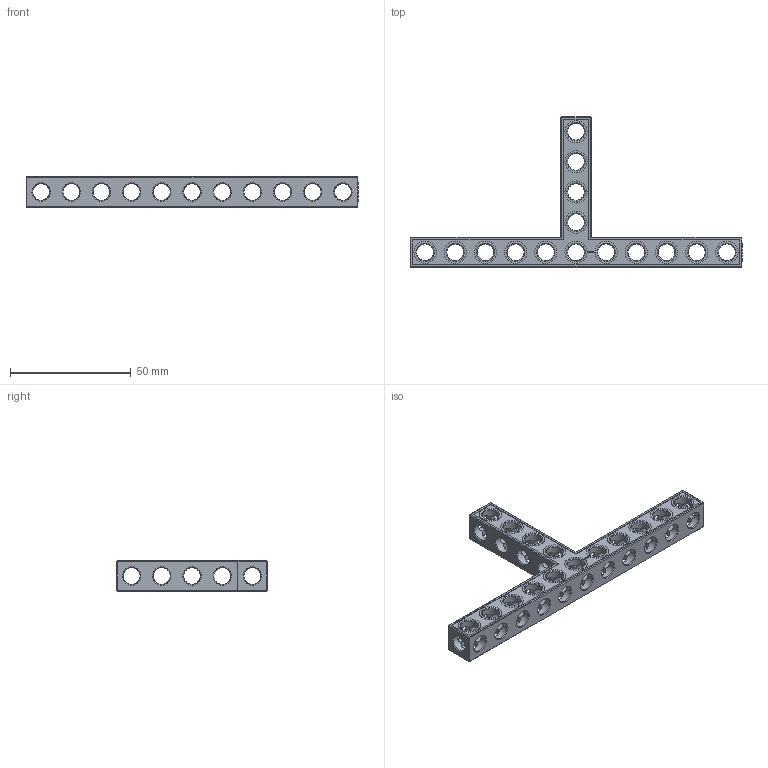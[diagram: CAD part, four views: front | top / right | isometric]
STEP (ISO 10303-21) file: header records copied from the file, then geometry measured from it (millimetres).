
FILE_DESCRIPTION(('FreeCAD Model'),'2;1');
FILE_NAME('Open CASCADE Shape Model','2022-01-27T23:54:30',( 'Paulo Kiefe'),('STEMFIE.org'),'Open CASCADE STEP processor 7.4', 'FreeCAD','Unknown');
FILE_SCHEMA(('AUTOMOTIVE_DESIGN { 1 0 10303 214 1 1 1 1 }'));
Products named in the file (1): Beam_TSH_SYM_ESS_BU11x05x01_-_SPN-BEM-1079_(stemfie.org)
Bounding box: 137.5 x 62.5 x 12.5 mm (x, y, z)
Volume: 14655.8 mm3; surface area: 13214.9 mm2
Topology: 1 solids, 1 shells, 681 faces, 2002 edges, 1311 vertices
Faces by surface type: plane 390, extrusion 138, cylinder 91, cone 62
Full cylindrical faces by diameter (mm): 6.98 x12, 7 x64, 9.2 x15
Entity records: 76556 total; most frequent: CARTESIAN_POINT 38888, DIRECTION 6066, VECTOR 4305, LINE 4167, ORIENTED_EDGE 4004, PCURVE 4004, DEFINITIONAL_REPRESENTATION 4004, EDGE_CURVE 2002
